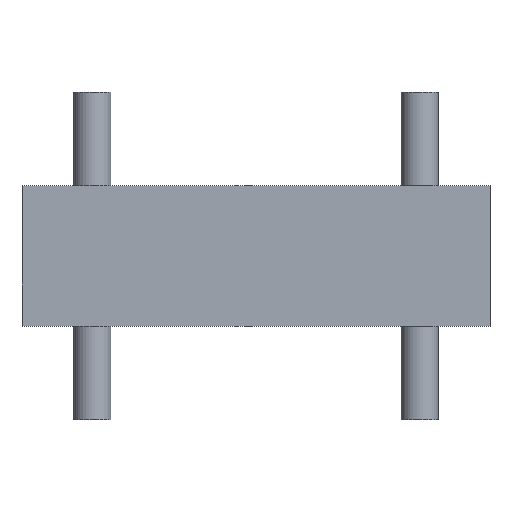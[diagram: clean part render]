
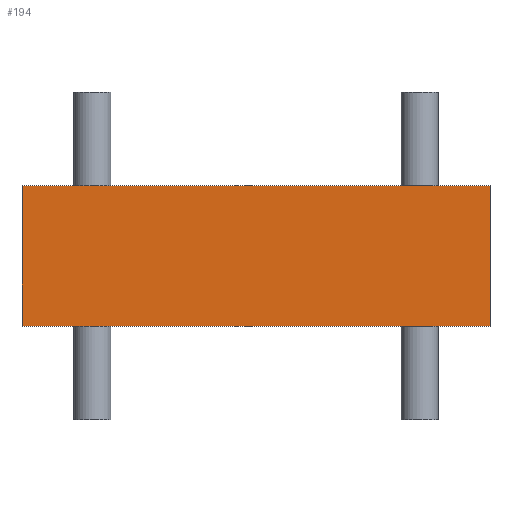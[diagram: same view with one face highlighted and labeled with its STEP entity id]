
A CAD part, top view. The second image highlights one B-rep face of the part: STEP entity #194.
In plain terms, the highlighted planar face has unit normal (0, 0, 1).
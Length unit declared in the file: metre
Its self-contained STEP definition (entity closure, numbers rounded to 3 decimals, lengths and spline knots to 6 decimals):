
#20=LINE('',#319,#32);
#21=LINE('',#322,#33);
#22=LINE('',#324,#34);
#23=LINE('',#326,#35);
#32=VECTOR('',#271,1.);
#33=VECTOR('',#272,1.);
#34=VECTOR('',#273,1.);
#35=VECTOR('',#274,1.);
#60=ORIENTED_EDGE('',*,*,#96,.T.);
#61=ORIENTED_EDGE('',*,*,#97,.T.);
#62=ORIENTED_EDGE('',*,*,#98,.T.);
#63=ORIENTED_EDGE('',*,*,#99,.T.);
#96=EDGE_CURVE('',#116,#117,#20,.T.);
#97=EDGE_CURVE('',#117,#118,#21,.T.);
#98=EDGE_CURVE('',#118,#119,#22,.T.);
#99=EDGE_CURVE('',#119,#116,#23,.T.);
#116=VERTEX_POINT('',#320);
#117=VERTEX_POINT('',#321);
#118=VERTEX_POINT('',#323);
#119=VERTEX_POINT('',#325);
#144=EDGE_LOOP('',(#60,#61,#62,#63));
#166=FACE_BOUND('',#144,.T.);
#180=PLANE('',#229);
#194=ADVANCED_FACE('',(#166),#180,.F.);
#229=AXIS2_PLACEMENT_3D('',#318,#269,#270);
#269=DIRECTION('',(0.,0.,-1.));
#270=DIRECTION('',(0.,1.,0.));
#271=DIRECTION('',(0.,1.,0.));
#272=DIRECTION('',(-1.,0.,0.));
#273=DIRECTION('',(0.,-1.,0.));
#274=DIRECTION('',(1.,0.,0.));
#318=CARTESIAN_POINT('',(0.,0.029587,0.029587));
#319=CARTESIAN_POINT('',(0.5,-0.120413,0.029587));
#320=CARTESIAN_POINT('',(0.5,-0.120413,0.029587));
#321=CARTESIAN_POINT('',(0.5,0.179587,0.029587));
#322=CARTESIAN_POINT('',(0.5,0.179587,0.029587));
#323=CARTESIAN_POINT('',(-0.5,0.179587,0.029587));
#324=CARTESIAN_POINT('',(-0.5,0.179587,0.029587));
#325=CARTESIAN_POINT('',(-0.5,-0.120413,0.029587));
#326=CARTESIAN_POINT('',(-0.5,-0.120413,0.029587));
